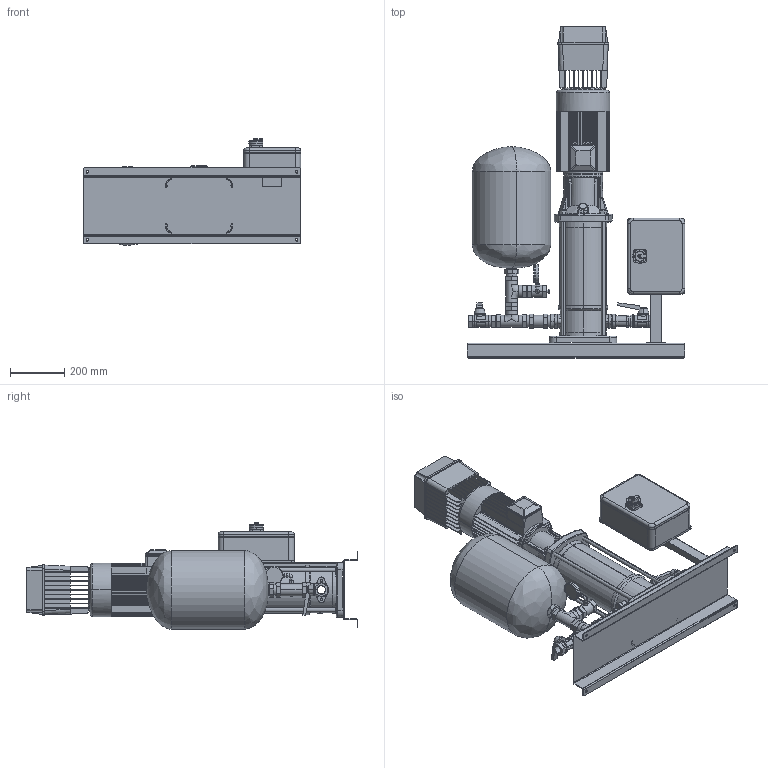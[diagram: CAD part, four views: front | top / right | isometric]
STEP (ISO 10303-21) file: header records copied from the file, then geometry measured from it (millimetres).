
FILE_DESCRIPTION (( 'STEP AP214' ), '1' );
FILE_NAME ('1SBI_15-9_TE_ZB00050628.STEP', '2022-02-04T07:54:00', ( '' ), ( '' ), 'SwSTEP 2.0', 'SolidWorks 2020', '' );
FILE_SCHEMA (( 'AUTOMOTIVE_DESIGN' ));
Length unit declared in the file: mil
Products named in the file (1): 1SBI_15-9_TE_ZB00050628
Bounding box: 800 x 1221 x 391.86 mm (x, y, z)
Volume: 52765386.2 mm3; surface area: 3765566.8 mm2
Topology: 30 solids, 38 shells, 1774 faces, 4559 edges, 2911 vertices
Faces by surface type: plane 869, cylinder 575, bspline 185, torus 87, cone 52, sphere 6
Entity records: 73489 total; most frequent: CARTESIAN_POINT 30881, ORIENTED_EDGE 9084, DIRECTION 8211, EDGE_CURVE 4542, VERTEX_POINT 2911, AXIS2_PLACEMENT_3D 2899, VECTOR 2413, LINE 2413
